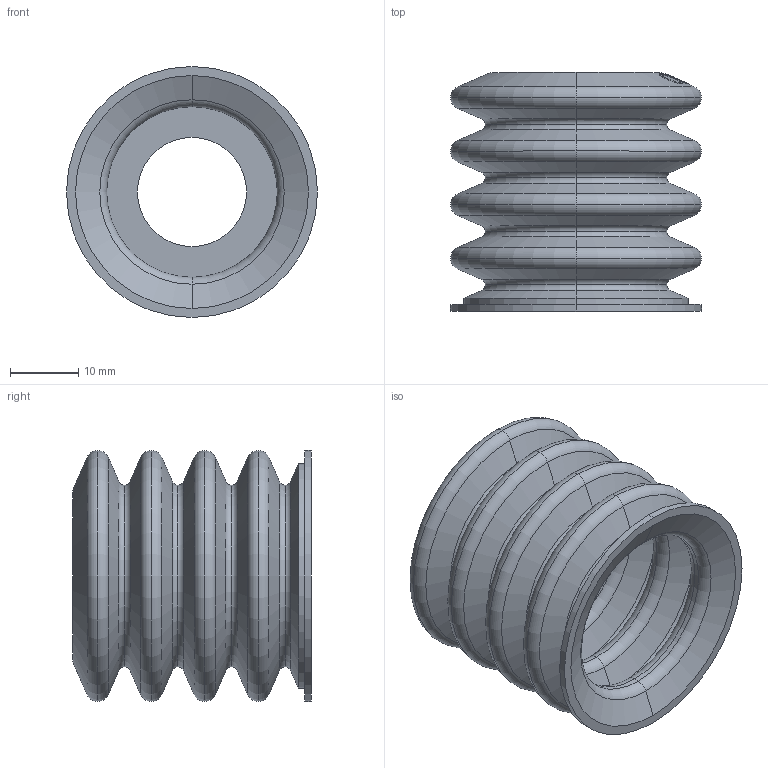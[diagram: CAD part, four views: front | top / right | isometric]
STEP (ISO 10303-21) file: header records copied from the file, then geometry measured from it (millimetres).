
FILE_DESCRIPTION(('STEP AP214'),'1');
FILE_NAME('COVAL_VSD38SI5.stp','2017-12-28T08:27:35',('TraceParts'),('TraceParts S.A.'),'Spatial InterOp 3D',' ',' ');
FILE_SCHEMA(('automotive_design'));
Length unit declared in the file: millimetre
Products named in the file (1): COVAL_VSD38SI5
Bounding box: 36.8 x 35 x 36.8 mm (x, y, z)
Volume: 5771.6 mm3; surface area: 12829 mm2
Topology: 1 solids, 1 shells, 162 faces, 353 edges, 202 vertices
Faces by surface type: torus 64, cone 43, bspline 43, cylinder 8, plane 4
Entity records: 10848 total; most frequent: CARTESIAN_POINT 6260, ORIENTED_EDGE 706, DIRECTION 644, EDGE_CURVE 353, AXIS2_PLACEMENT_3D 300, VERTEX_POINT 202, CIRCLE 180, EDGE_LOOP 173
